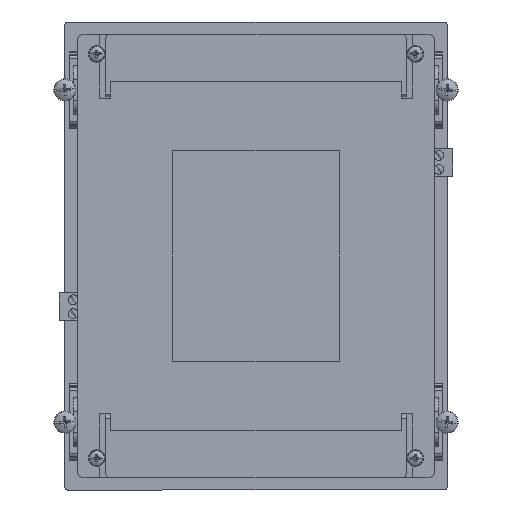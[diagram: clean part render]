
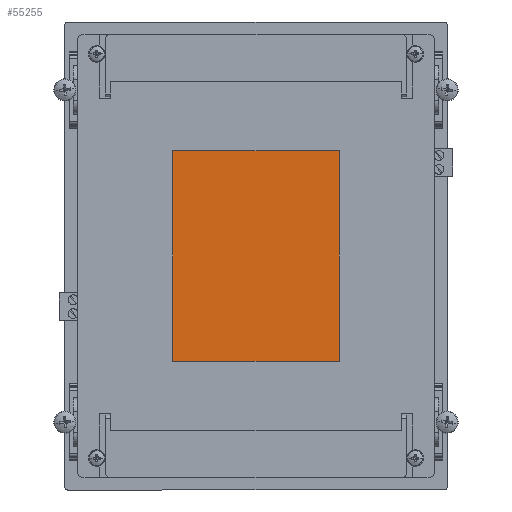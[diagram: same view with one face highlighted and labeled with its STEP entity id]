
A CAD part, left-side view. The second image highlights one B-rep face of the part: STEP entity #55255.
In plain terms, the highlighted face is planar.
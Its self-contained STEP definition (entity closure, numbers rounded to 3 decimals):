
#966 = VERTEX_POINT ( 'NONE', #2919 ) ;
#2919 = CARTESIAN_POINT ( 'NONE',  ( 42., 34.5, 0.02 ) ) ;
#2940 = CARTESIAN_POINT ( 'NONE',  ( 118., 94.5, 0.02 ) ) ;
#7331 = CARTESIAN_POINT ( 'NONE',  ( 118., 94.5, 0.02 ) ) ;
#8062 = CARTESIAN_POINT ( 'NONE',  ( 118., 34.5, 0.02 ) ) ;
#9585 = DIRECTION ( 'NONE',  ( 1., 0., 0. ) ) ;
#9913 = DIRECTION ( 'NONE',  ( -1., 0., 0. ) ) ;
#10060 = CARTESIAN_POINT ( 'NONE',  ( 42., 94.5, 0.02 ) ) ;
#13145 = VERTEX_POINT ( 'NONE', #2940 ) ;
#13893 = VECTOR ( 'NONE', #9585, 1000. ) ;
#14873 = DIRECTION ( 'NONE',  ( 0., 0., -1. ) ) ;
#16639 = EDGE_LOOP ( 'NONE', ( #66822, #65649, #53428, #95437 ) ) ;
#20999 = EDGE_CURVE ( 'NONE', #966, #41262, #87003, .T. ) ;
#22310 = CARTESIAN_POINT ( 'NONE',  ( 118., 34.5, 0.02 ) ) ;
#24494 = VERTEX_POINT ( 'NONE', #8062 ) ;
#36898 = VECTOR ( 'NONE', #9913, 1000. ) ;
#37113 = EDGE_CURVE ( 'NONE', #24494, #966, #96017, .T. ) ;
#37269 = DIRECTION ( 'NONE',  ( -1., 0., 0. ) ) ;
#41262 = VERTEX_POINT ( 'NONE', #45774 ) ;
#41716 = LINE ( 'NONE', #7331, #13893 ) ;
#45351 = FACE_OUTER_BOUND ( 'NONE', #16639, .T. ) ;
#45774 = CARTESIAN_POINT ( 'NONE',  ( 42., 94.5, 0.02 ) ) ;
#46322 = EDGE_CURVE ( 'NONE', #41262, #13145, #41716, .T. ) ;
#53428 = ORIENTED_EDGE ( 'NONE', *, *, #20999, .T. ) ;
#55255 = ADVANCED_FACE ( 'NONE', ( #45351 ), #73234, .T. ) ;
#65649 = ORIENTED_EDGE ( 'NONE', *, *, #37113, .T. ) ;
#66822 = ORIENTED_EDGE ( 'NONE', *, *, #79985, .T. ) ;
#67076 = AXIS2_PLACEMENT_3D ( 'NONE', #22310, #14873, #37269 ) ;
#69881 = CARTESIAN_POINT ( 'NONE',  ( 118., 34.5, 0.02 ) ) ;
#73234 = PLANE ( 'NONE',  #67076 ) ;
#74413 = LINE ( 'NONE', #93878, #94163 ) ;
#78920 = DIRECTION ( 'NONE',  ( 0., -1., 0. ) ) ;
#79985 = EDGE_CURVE ( 'NONE', #13145, #24494, #74413, .T. ) ;
#87003 = LINE ( 'NONE', #10060, #93971 ) ;
#90462 = DIRECTION ( 'NONE',  ( 0., 1., 0. ) ) ;
#93878 = CARTESIAN_POINT ( 'NONE',  ( 118., 94.5, 0.02 ) ) ;
#93971 = VECTOR ( 'NONE', #90462, 1000. ) ;
#94163 = VECTOR ( 'NONE', #78920, 1000. ) ;
#95437 = ORIENTED_EDGE ( 'NONE', *, *, #46322, .T. ) ;
#96017 = LINE ( 'NONE', #69881, #36898 ) ;
